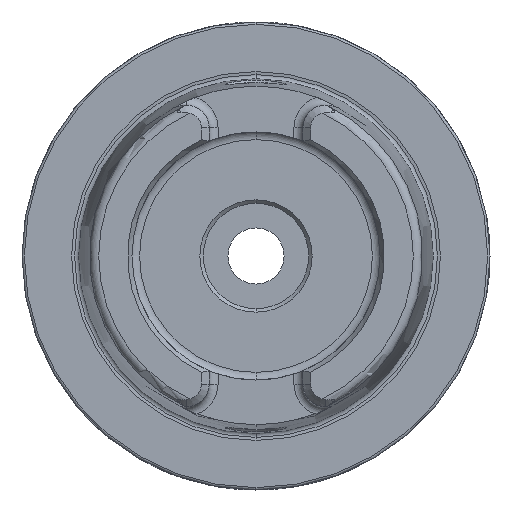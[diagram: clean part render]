
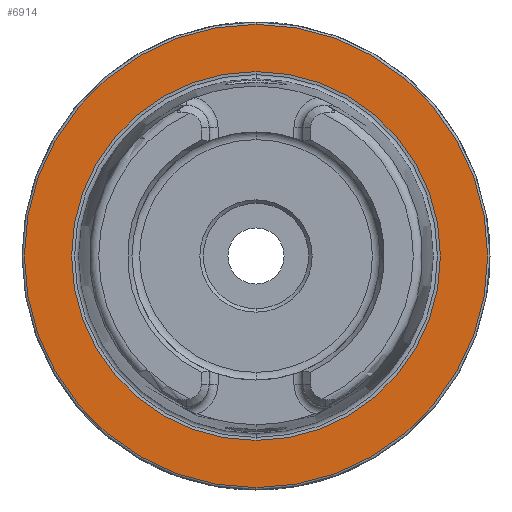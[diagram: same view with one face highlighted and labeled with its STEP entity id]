
A CAD part, left-side view. The second image highlights one B-rep face of the part: STEP entity #6914.
In plain terms, the highlighted planar face has unit normal (-1, 0, 0).
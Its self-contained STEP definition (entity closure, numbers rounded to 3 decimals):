
#112 = VERTEX_POINT ( 'NONE', #10723 ) ;
#240 = VERTEX_POINT ( 'NONE', #11094 ) ;
#290 = VERTEX_POINT ( 'NONE', #10839 ) ;
#371 = VERTEX_POINT ( 'NONE', #10876 ) ;
#1068 = DIRECTION ( 'NONE',  ( -1., 0., 0. ) ) ;
#1069 = CARTESIAN_POINT ( 'NONE',  ( 0., 0., 0. ) ) ;
#1071 = DIRECTION ( 'NONE',  ( 0., 0., 1. ) ) ;
#1644 = FACE_BOUND ( 'NONE', #3436, .T. ) ;
#1649 = FACE_OUTER_BOUND ( 'NONE', #3289, .T. ) ;
#2290 = CIRCLE ( 'NONE', #4722, 39.405 ) ;
#2321 = CIRCLE ( 'NONE', #4673, 39.405 ) ;
#2349 = CIRCLE ( 'NONE', #4734, 49.5 ) ;
#3289 = EDGE_LOOP ( 'NONE', ( #5394, #5393 ) ) ;
#3436 = EDGE_LOOP ( 'NONE', ( #5396, #5395 ) ) ;
#3613 = DIRECTION ( 'NONE',  ( 0., 0., 1. ) ) ;
#3616 = DIRECTION ( 'NONE',  ( -1., 0., 0. ) ) ;
#3617 = CARTESIAN_POINT ( 'NONE',  ( 0., 0., 0. ) ) ;
#3781 = EDGE_CURVE ( 'NONE', #240, #290, #10246, .T. ) ;
#4001 = EDGE_CURVE ( 'NONE', #112, #371, #2321, .T. ) ;
#4591 = AXIS2_PLACEMENT_3D ( 'NONE', #1069, #1068, #1071 ) ;
#4673 = AXIS2_PLACEMENT_3D ( 'NONE', #3617, #3616, #3613 ) ;
#4722 = AXIS2_PLACEMENT_3D ( 'NONE', #9412, #9413, #9414 ) ;
#4734 = AXIS2_PLACEMENT_3D ( 'NONE', #9561, #9562, #9564 ) ;
#4930 = AXIS2_PLACEMENT_3D ( 'NONE', #8633, #8634, #8635 ) ;
#5393 = ORIENTED_EDGE ( 'NONE', *, *, #6614, .T. ) ;
#5394 = ORIENTED_EDGE ( 'NONE', *, *, #3781, .T. ) ;
#5395 = ORIENTED_EDGE ( 'NONE', *, *, #4001, .F. ) ;
#5396 = ORIENTED_EDGE ( 'NONE', *, *, #6589, .F. ) ;
#6589 = EDGE_CURVE ( 'NONE', #371, #112, #2290, .T. ) ;
#6614 = EDGE_CURVE ( 'NONE', #290, #240, #2349, .T. ) ;
#6914 = ADVANCED_FACE ( 'NONE', ( #1644, #1649 ), #8632, .F. ) ;
#8632 = PLANE ( 'NONE',  #4930 ) ;
#8633 = CARTESIAN_POINT ( 'NONE',  ( 0., 49.5, 0. ) ) ;
#8634 = DIRECTION ( 'NONE',  ( 1., 0., 0. ) ) ;
#8635 = DIRECTION ( 'NONE',  ( 0., 0., -1. ) ) ;
#9412 = CARTESIAN_POINT ( 'NONE',  ( 0., 0., 0. ) ) ;
#9413 = DIRECTION ( 'NONE',  ( -1., 0., 0. ) ) ;
#9414 = DIRECTION ( 'NONE',  ( 0., 0., 1. ) ) ;
#9561 = CARTESIAN_POINT ( 'NONE',  ( 0., 0., 0. ) ) ;
#9562 = DIRECTION ( 'NONE',  ( -1., 0., 0. ) ) ;
#9564 = DIRECTION ( 'NONE',  ( 0., 0., 1. ) ) ;
#10246 = CIRCLE ( 'NONE', #4591, 49.5 ) ;
#10723 = CARTESIAN_POINT ( 'NONE',  ( 0., 0., -39.405 ) ) ;
#10839 = CARTESIAN_POINT ( 'NONE',  ( 0., 0., -49.5 ) ) ;
#10876 = CARTESIAN_POINT ( 'NONE',  ( 0., 0., 39.405 ) ) ;
#11094 = CARTESIAN_POINT ( 'NONE',  ( 0., 0., 49.5 ) ) ;
